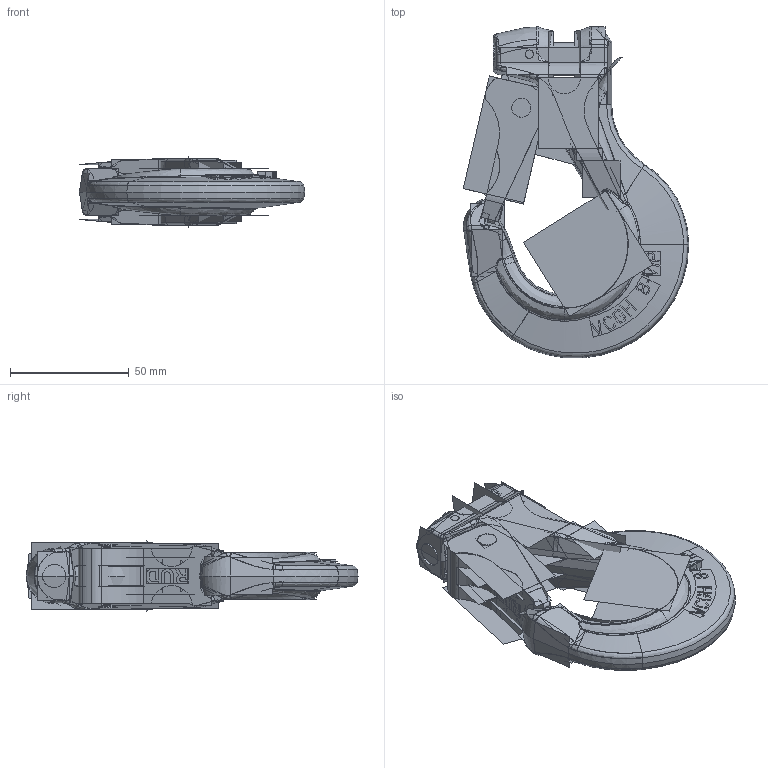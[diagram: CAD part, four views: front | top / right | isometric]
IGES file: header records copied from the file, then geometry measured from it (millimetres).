
Start section:  PTC IGES file: vcgh8-iges.igs
Global section: file name: vcgh8-iges.igs; native system: Pro/ENGINEER by Parametric Technology Corporation; preprocessor: 2010140; author: Roland.Jakubetz; organization: Unknown; date: 20130412.082221; units: millimetre
Bounding box: 95.06 x 139.96 x 30 mm (x, y, z)
Volume: 102389.1 mm3; surface area: 136613.4 mm2
Topology: 2 solids, 2 shells, 1400 faces, 6890 edges, 8402 vertices
Faces by surface type: bspline 984, revolution 416
